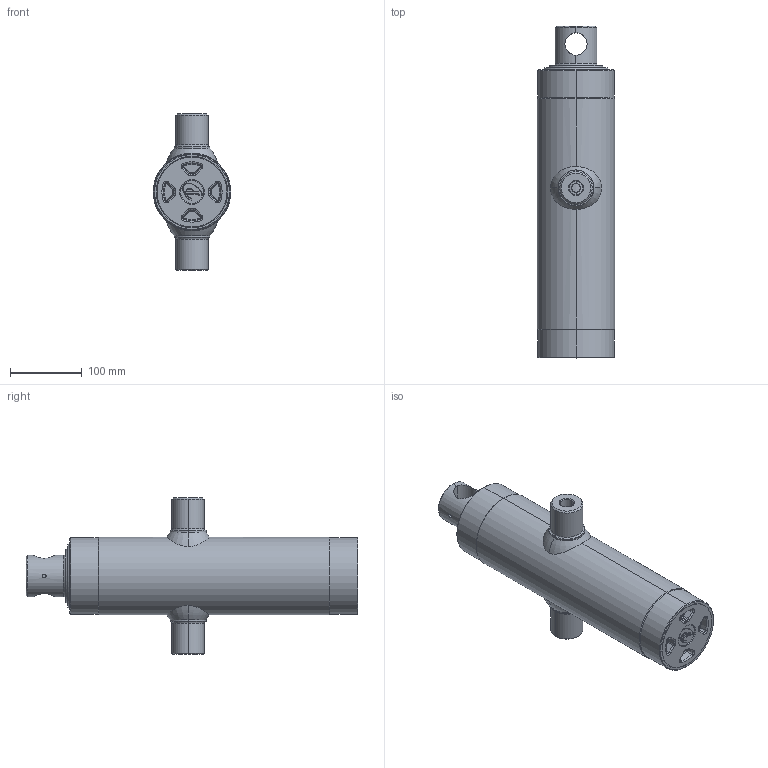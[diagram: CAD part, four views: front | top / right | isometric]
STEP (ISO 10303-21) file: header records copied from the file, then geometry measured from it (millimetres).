
FILE_DESCRIPTION (( 'STEP AP203' ), '1' );
FILE_NAME ('307.BGI.STEP', '2014-10-06T09:40:54', ( '' ), ( '' ), 'SwSTEP 2.0', 'SolidWorks 2013', '' );
FILE_SCHEMA (( 'CONFIG_CONTROL_DESIGN' ));
Length unit declared in the file: millimetre
Products named in the file (1): 307.BGI
Bounding box: 108 x 461 x 217 mm (x, y, z)
Surface area: 437672.4 mm2 (no closed solid volume)
Topology: 0 solids, 12 shells, 247 faces, 635 edges, 387 vertices
Faces by surface type: torus 75, cylinder 66, cone 64, plane 28, bspline 13, sphere 1
Entity records: 9411 total; most frequent: CARTESIAN_POINT 3338, DIRECTION 1411, ORIENTED_EDGE 1122, EDGE_CURVE 632, AXIS2_PLACEMENT_3D 609, VERTEX_POINT 386, CIRCLE 374, EDGE_LOOP 261
